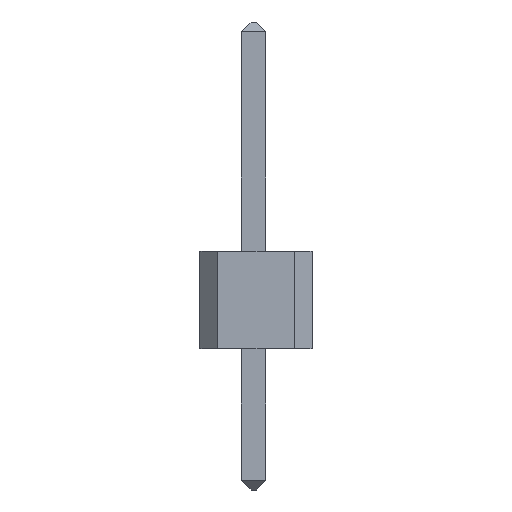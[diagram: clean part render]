
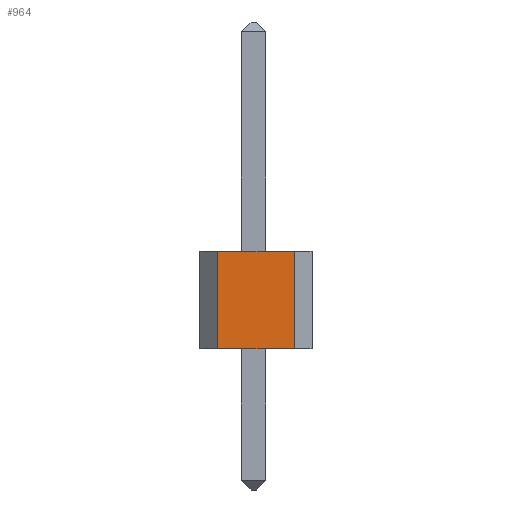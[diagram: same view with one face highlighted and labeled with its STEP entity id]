
A CAD part, left-side view. The second image highlights one B-rep face of the part: STEP entity #964.
In plain terms, the highlighted planar face has unit normal (-1, 0, 0).
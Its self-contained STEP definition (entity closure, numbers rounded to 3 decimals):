
#199 = VERTEX_POINT('',#200);
#200 = CARTESIAN_POINT('',(-1.27,3.415,2.525));
#206 = EDGE_CURVE('',#207,#199,#209,.T.);
#207 = VERTEX_POINT('',#208);
#208 = CARTESIAN_POINT('',(-1.27,1.415,2.525));
#209 = LINE('',#210,#211);
#210 = CARTESIAN_POINT('',(-1.27,2.415,2.525));
#211 = VECTOR('',#212,1.);
#212 = DIRECTION('',(0.,1.,0.));
#534 = VERTEX_POINT('',#535);
#535 = CARTESIAN_POINT('',(-1.27,3.415,-0.015));
#541 = EDGE_CURVE('',#534,#542,#544,.T.);
#542 = VERTEX_POINT('',#543);
#543 = CARTESIAN_POINT('',(-1.27,1.415,-0.015));
#544 = LINE('',#545,#546);
#545 = CARTESIAN_POINT('',(-1.27,2.415,-0.015));
#546 = VECTOR('',#547,1.);
#547 = DIRECTION('',(0.,-1.,0.));
#935 = EDGE_CURVE('',#542,#207,#936,.T.);
#936 = LINE('',#937,#938);
#937 = CARTESIAN_POINT('',(-1.27,1.415,-0.015));
#938 = VECTOR('',#939,1.);
#939 = DIRECTION('',(0.,0.,1.));
#964 = ADVANCED_FACE('',(#965),#976,.T.);
#965 = FACE_BOUND('',#966,.T.);
#966 = EDGE_LOOP('',(#967,#968,#974,#975));
#967 = ORIENTED_EDGE('',*,*,#206,.T.);
#968 = ORIENTED_EDGE('',*,*,#969,.T.);
#969 = EDGE_CURVE('',#199,#534,#970,.T.);
#970 = LINE('',#971,#972);
#971 = CARTESIAN_POINT('',(-1.27,3.415,-0.015));
#972 = VECTOR('',#973,1.);
#973 = DIRECTION('',(0.,0.,-1.));
#974 = ORIENTED_EDGE('',*,*,#541,.T.);
#975 = ORIENTED_EDGE('',*,*,#935,.T.);
#976 = PLANE('',#977);
#977 = AXIS2_PLACEMENT_3D('',#978,#979,#980);
#978 = CARTESIAN_POINT('',(-1.27,2.415,-0.015));
#979 = DIRECTION('',(-1.,0.,0.));
#980 = DIRECTION('',(0.,-1.,0.));
